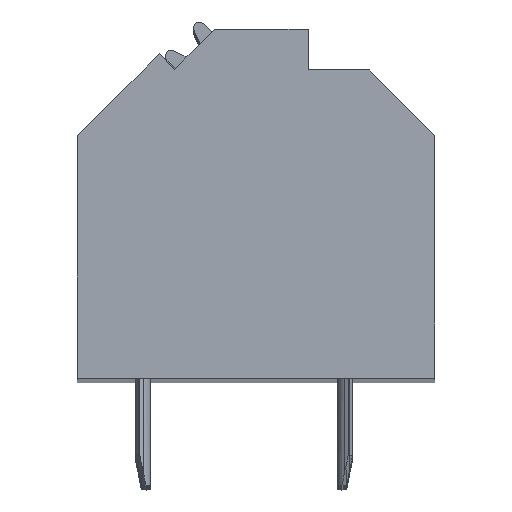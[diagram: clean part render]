
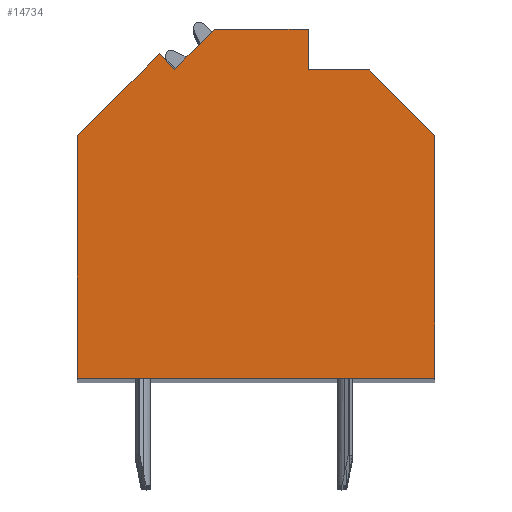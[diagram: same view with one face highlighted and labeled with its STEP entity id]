
A CAD part, top view. The second image highlights one B-rep face of the part: STEP entity #14734.
In plain terms, the highlighted planar face has unit normal (0, 0, 1).
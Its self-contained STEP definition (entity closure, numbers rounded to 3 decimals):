
#1019=DIRECTION('',(-0.707,-0.707,0.));
#1020=VECTOR('',#1019,1.897);
#1021=CARTESIAN_POINT('',(-1.39,5.718,89.765));
#1022=LINE('',#1021,#1020);
#1023=DIRECTION('',(-1.,0.,0.));
#1024=VECTOR('',#1023,3.14);
#1025=CARTESIAN_POINT('',(1.75,5.718,89.765));
#1026=LINE('',#1025,#1024);
#1027=DIRECTION('',(0.,1.,0.));
#1028=VECTOR('',#1027,1.368);
#1029=CARTESIAN_POINT('',(1.75,4.35,89.765));
#1030=LINE('',#1029,#1028);
#1031=DIRECTION('',(-1.,0.,0.));
#1032=VECTOR('',#1031,2.05);
#1033=CARTESIAN_POINT('',(3.8,4.35,89.765));
#1034=LINE('',#1033,#1032);
#1035=DIRECTION('',(-0.707,0.707,0.));
#1036=VECTOR('',#1035,3.111);
#1037=CARTESIAN_POINT('',(6.,2.15,89.765));
#1038=LINE('',#1037,#1036);
#1039=DIRECTION('',(0.,1.,0.));
#1040=VECTOR('',#1039,8.15);
#1041=CARTESIAN_POINT('',(6.,-6.,89.765));
#1042=LINE('',#1041,#1040);
#1043=DIRECTION('',(1.,0.,0.));
#1044=VECTOR('',#1043,12.);
#1045=CARTESIAN_POINT('',(-6.,-6.,89.765));
#1046=LINE('',#1045,#1044);
#1047=DIRECTION('',(0.,-1.,0.));
#1048=VECTOR('',#1047,8.14);
#1049=CARTESIAN_POINT('',(-6.,2.14,89.765));
#1050=LINE('',#1049,#1048);
#1051=DIRECTION('',(-0.707,-0.707,0.));
#1052=VECTOR('',#1051,3.892);
#1053=CARTESIAN_POINT('',(-3.248,4.892,89.765));
#1054=LINE('',#1053,#1052);
#1055=DIRECTION('',(-0.707,0.707,0.));
#1056=VECTOR('',#1055,0.73);
#1057=CARTESIAN_POINT('',(-2.732,4.376,89.765));
#1058=LINE('',#1057,#1056);
#10565=CARTESIAN_POINT('',(-1.39,5.718,89.765));
#10566=CARTESIAN_POINT('',(-2.732,4.376,89.765));
#10567=VERTEX_POINT('',#10565);
#10568=VERTEX_POINT('',#10566);
#10569=CARTESIAN_POINT('',(-3.248,4.892,89.765));
#10570=VERTEX_POINT('',#10569);
#10571=CARTESIAN_POINT('',(-6.,2.14,89.765));
#10572=VERTEX_POINT('',#10571);
#10573=CARTESIAN_POINT('',(-6.,-6.,89.765));
#10574=VERTEX_POINT('',#10573);
#10575=CARTESIAN_POINT('',(6.,-6.,89.765));
#10576=VERTEX_POINT('',#10575);
#10577=CARTESIAN_POINT('',(6.,2.15,89.765));
#10578=VERTEX_POINT('',#10577);
#10579=CARTESIAN_POINT('',(3.8,4.35,89.765));
#10580=VERTEX_POINT('',#10579);
#10581=CARTESIAN_POINT('',(1.75,4.35,89.765));
#10582=VERTEX_POINT('',#10581);
#10583=CARTESIAN_POINT('',(1.75,5.718,89.765));
#10584=VERTEX_POINT('',#10583);
#14710=CARTESIAN_POINT('',(0.,0.,89.765));
#14711=DIRECTION('',(0.,0.,1.));
#14712=DIRECTION('',(1.,0.,0.));
#14713=AXIS2_PLACEMENT_3D('',#14710,#14711,#14712);
#14714=PLANE('',#14713);
#14716=ORIENTED_EDGE('',*,*,#14715,.F.);
#14718=ORIENTED_EDGE('',*,*,#14717,.F.);
#14720=ORIENTED_EDGE('',*,*,#14719,.F.);
#14722=ORIENTED_EDGE('',*,*,#14721,.F.);
#14724=ORIENTED_EDGE('',*,*,#14723,.F.);
#14726=ORIENTED_EDGE('',*,*,#14725,.F.);
#14728=ORIENTED_EDGE('',*,*,#14727,.F.);
#14729=ORIENTED_EDGE('',*,*,#14131,.F.);
#14730=ORIENTED_EDGE('',*,*,#14467,.F.);
#14731=ORIENTED_EDGE('',*,*,#14085,.F.);
#14732=EDGE_LOOP('',(#14716,#14718,#14720,#14722,#14724,#14726,#14728,#14729,
#14730,#14731));
#14733=FACE_OUTER_BOUND('',#14732,.F.);
#14085=EDGE_CURVE('',#10568,#10570,#1058,.T.);
#14131=EDGE_CURVE('',#10572,#10574,#1050,.T.);
#14467=EDGE_CURVE('',#10570,#10572,#1054,.T.);
#14715=EDGE_CURVE('',#10567,#10568,#1022,.T.);
#14717=EDGE_CURVE('',#10584,#10567,#1026,.T.);
#14719=EDGE_CURVE('',#10582,#10584,#1030,.T.);
#14721=EDGE_CURVE('',#10580,#10582,#1034,.T.);
#14723=EDGE_CURVE('',#10578,#10580,#1038,.T.);
#14725=EDGE_CURVE('',#10576,#10578,#1042,.T.);
#14727=EDGE_CURVE('',#10574,#10576,#1046,.T.);
#14734=ADVANCED_FACE('',(#14733),#14714,.T.);
